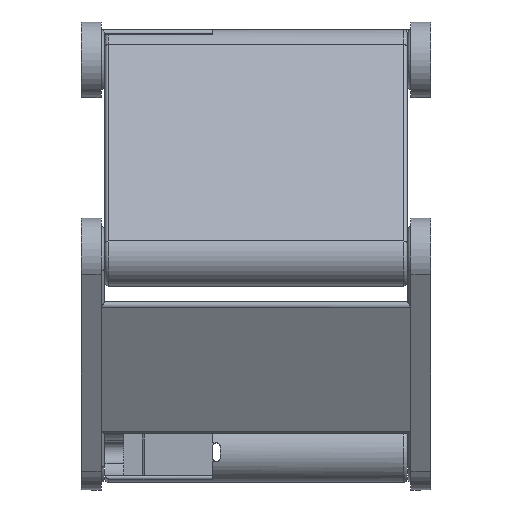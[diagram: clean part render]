
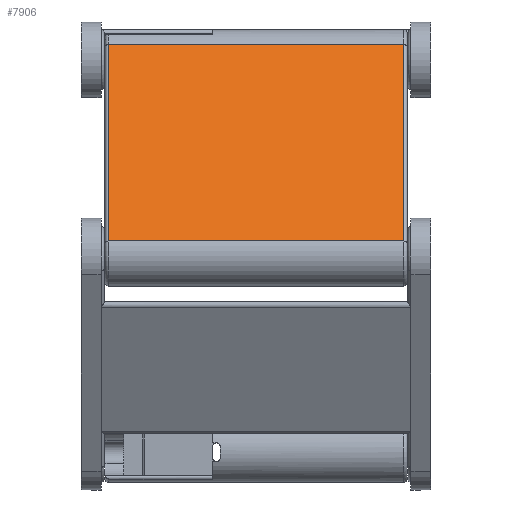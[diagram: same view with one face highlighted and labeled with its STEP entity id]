
A CAD part, front view. The second image highlights one B-rep face of the part: STEP entity #7906.
In plain terms, the highlighted planar face has unit normal (0, -0.866, 0.5).
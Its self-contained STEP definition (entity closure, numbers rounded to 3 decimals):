
#290=PLANE('',#8625);
#615=FACE_OUTER_BOUND('',#1129,.T.);
#1129=EDGE_LOOP('',(#6186,#6187,#6188,#6189));
#2228=LINE('',#12937,#2879);
#2230=LINE('',#12951,#2881);
#2232=LINE('',#12957,#2883);
#2233=LINE('',#12958,#2884);
#2879=VECTOR('',#10296,10.);
#2881=VECTOR('',#10316,10.);
#2883=VECTOR('',#10322,10.);
#2884=VECTOR('',#10323,10.);
#3601=VERTEX_POINT('',#12934);
#3602=VERTEX_POINT('',#12936);
#3605=VERTEX_POINT('',#12950);
#3607=VERTEX_POINT('',#12956);
#4523=EDGE_CURVE('',#3601,#3602,#2228,.T.);
#4530=EDGE_CURVE('',#3605,#3602,#2230,.T.);
#4533=EDGE_CURVE('',#3607,#3601,#2232,.T.);
#4534=EDGE_CURVE('',#3605,#3607,#2233,.T.);
#6186=ORIENTED_EDGE('',*,*,#4523,.F.);
#6187=ORIENTED_EDGE('',*,*,#4533,.F.);
#6188=ORIENTED_EDGE('',*,*,#4534,.F.);
#6189=ORIENTED_EDGE('',*,*,#4530,.T.);
#7906=ADVANCED_FACE('',(#615),#290,.T.);
#8625=AXIS2_PLACEMENT_3D('',#12955,#10320,#10321);
#10296=DIRECTION('',(0.,-0.5,-0.866));
#10316=DIRECTION('',(1.,0.,0.));
#10320=DIRECTION('center_axis',(0.,-0.866,0.5));
#10321=DIRECTION('ref_axis',(0.,-0.5,-0.866));
#10322=DIRECTION('',(1.,0.,0.));
#10323=DIRECTION('',(0.,0.5,0.866));
#12934=CARTESIAN_POINT('',(39.,-36.928,107.923));
#12936=CARTESIAN_POINT('',(39.,-66.928,55.962));
#12937=CARTESIAN_POINT('',(39.,-44.428,94.933));
#12950=CARTESIAN_POINT('',(-39.,-66.928,55.962));
#12951=CARTESIAN_POINT('',(0.,-66.928,55.962));
#12955=CARTESIAN_POINT('Origin',(0.,-36.928,107.923));
#12956=CARTESIAN_POINT('',(-39.,-36.928,107.923));
#12957=CARTESIAN_POINT('',(0.,-36.928,107.923));
#12958=CARTESIAN_POINT('',(-39.,-44.428,94.933));
